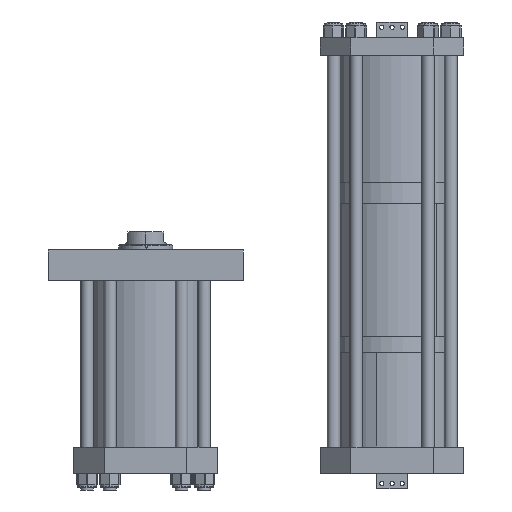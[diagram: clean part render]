
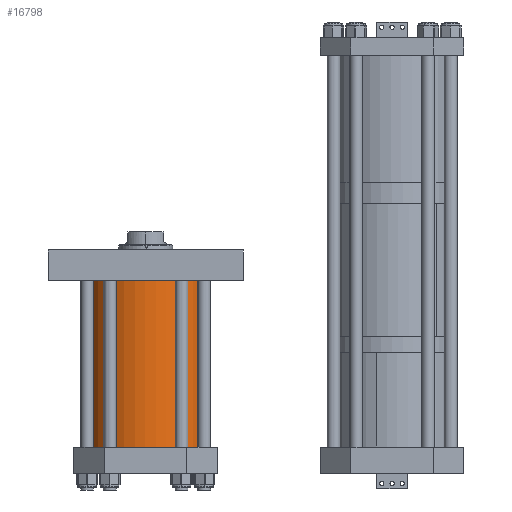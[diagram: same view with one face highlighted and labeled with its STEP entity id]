
A CAD part, front view. The second image highlights one B-rep face of the part: STEP entity #16798.
In plain terms, the highlighted cylindrical face has radius 152.4 mm (diameter 304.8 mm), a partial arc.
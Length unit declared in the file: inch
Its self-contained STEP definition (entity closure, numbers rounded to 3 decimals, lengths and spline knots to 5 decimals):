
#72 = EDGE_CURVE ( 'NONE', #5131, #2316, #3113, .T. ) ;
#734 = EDGE_LOOP ( 'NONE', ( #7802, #14273, #1064, #5839 ) ) ;
#1064 = ORIENTED_EDGE ( 'NONE', *, *, #72, .T. ) ;
#1254 = EDGE_CURVE ( 'NONE', #4084, #8455, #12387, .T. ) ;
#1691 = DIRECTION ( 'NONE',  ( 0., 0., 1. ) ) ;
#2201 = CARTESIAN_POINT ( 'NONE',  ( 0., 0., 0. ) ) ;
#2316 = VERTEX_POINT ( 'NONE', #15696 ) ;
#2671 = LINE ( 'NONE', #10641, #8523 ) ;
#3113 = CIRCLE ( 'NONE', #7059, 6. ) ;
#3767 = CARTESIAN_POINT ( 'NONE',  ( 6., 0., 0. ) ) ;
#4084 = VERTEX_POINT ( 'NONE', #12971 ) ;
#4979 = CYLINDRICAL_SURFACE ( 'NONE', #11607, 6. ) ;
#5098 = DIRECTION ( 'NONE',  ( 0., 0., 1. ) ) ;
#5131 = VERTEX_POINT ( 'NONE', #3767 ) ;
#5839 = ORIENTED_EDGE ( 'NONE', *, *, #9171, .F. ) ;
#6000 = EDGE_CURVE ( 'NONE', #4084, #5131, #12076, .T. ) ;
#6191 = DIRECTION ( 'NONE',  ( -1., 0., 0. ) ) ;
#6735 = VECTOR ( 'NONE', #16238, 39.37008 ) ;
#7059 = AXIS2_PLACEMENT_3D ( 'NONE', #2201, #5098, #8233 ) ;
#7694 = DIRECTION ( 'NONE',  ( 0., 0., -1. ) ) ;
#7802 = ORIENTED_EDGE ( 'NONE', *, *, #1254, .F. ) ;
#8233 = DIRECTION ( 'NONE',  ( 1., 0., 0. ) ) ;
#8455 = VERTEX_POINT ( 'NONE', #15009 ) ;
#8523 = VECTOR ( 'NONE', #7694, 39.37008 ) ;
#9171 = EDGE_CURVE ( 'NONE', #8455, #2316, #2671, .T. ) ;
#9231 = DIRECTION ( 'NONE',  ( 0., 0., -1. ) ) ;
#10569 = AXIS2_PLACEMENT_3D ( 'NONE', #18087, #1691, #16507 ) ;
#10641 = CARTESIAN_POINT ( 'NONE',  ( -6., 0., 16.188 ) ) ;
#11607 = AXIS2_PLACEMENT_3D ( 'NONE', #18145, #9231, #6191 ) ;
#12076 = LINE ( 'NONE', #12960, #6735 ) ;
#12387 = CIRCLE ( 'NONE', #10569, 6. ) ;
#12960 = CARTESIAN_POINT ( 'NONE',  ( 6., 0., 16.188 ) ) ;
#12971 = CARTESIAN_POINT ( 'NONE',  ( 6., 0., 16.188 ) ) ;
#14273 = ORIENTED_EDGE ( 'NONE', *, *, #6000, .T. ) ;
#15009 = CARTESIAN_POINT ( 'NONE',  ( -6., 0., 16.188 ) ) ;
#15696 = CARTESIAN_POINT ( 'NONE',  ( -6., 0., 0. ) ) ;
#16238 = DIRECTION ( 'NONE',  ( 0., 0., -1. ) ) ;
#16507 = DIRECTION ( 'NONE',  ( 1., 0., 0. ) ) ;
#16798 = ADVANCED_FACE ( 'NONE', ( #18024 ), #4979, .T. ) ;
#18024 = FACE_OUTER_BOUND ( 'NONE', #734, .T. ) ;
#18087 = CARTESIAN_POINT ( 'NONE',  ( 0., 0., 16.188 ) ) ;
#18145 = CARTESIAN_POINT ( 'NONE',  ( 0., 0., 16.188 ) ) ;
